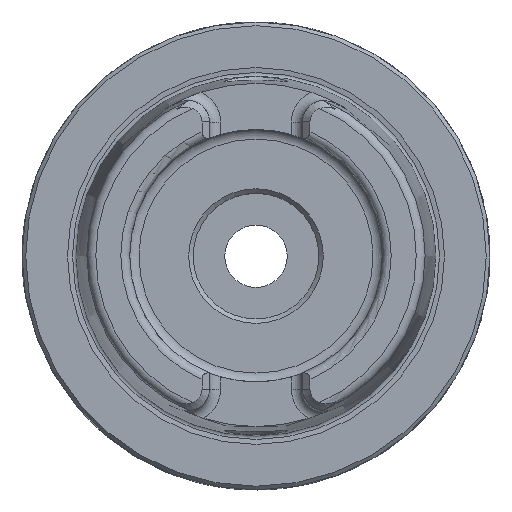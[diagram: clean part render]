
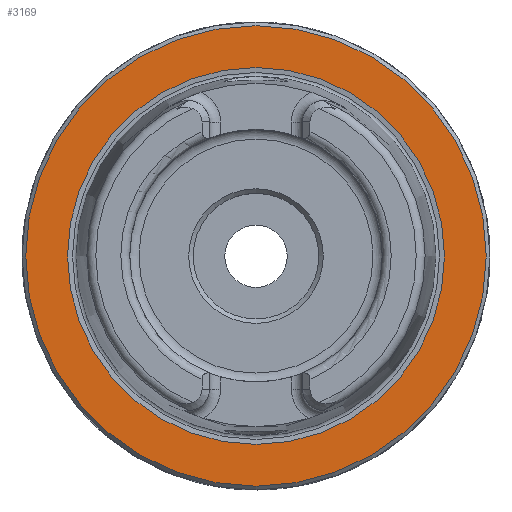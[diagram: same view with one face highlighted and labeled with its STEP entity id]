
A CAD part, top view. The second image highlights one B-rep face of the part: STEP entity #3169.
In plain terms, the highlighted planar face has unit normal (0, 0, 1).
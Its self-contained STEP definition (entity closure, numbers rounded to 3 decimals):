
#309=PLANE('',#3388);
#689=ORIENTED_EDGE('',*,*,#1143,.T.);
#690=ORIENTED_EDGE('',*,*,#1140,.F.);
#1140=EDGE_CURVE('',#1397,#1397,#1573,.T.);
#1143=EDGE_CURVE('',#1400,#1400,#1576,.T.);
#1397=VERTEX_POINT('',#4756);
#1400=VERTEX_POINT('',#4765);
#1573=CIRCLE('',#3383,25.373);
#1576=CIRCLE('',#3389,31.);
#1739=EDGE_LOOP('',(#689));
#1740=EDGE_LOOP('',(#690));
#1948=FACE_BOUND('',#1739,.T.);
#1949=FACE_BOUND('',#1740,.T.);
#3169=ADVANCED_FACE('',(#1948,#1949),#309,.T.);
#3383=AXIS2_PLACEMENT_3D('',#4755,#3828,#3829);
#3388=AXIS2_PLACEMENT_3D('',#4763,#3838,#3839);
#3389=AXIS2_PLACEMENT_3D('',#4764,#3840,#3841);
#3828=DIRECTION('',(0.,0.,1.));
#3829=DIRECTION('',(1.,0.,0.));
#3838=DIRECTION('',(0.,0.,1.));
#3839=DIRECTION('',(1.,0.,0.));
#3840=DIRECTION('',(0.,0.,1.));
#3841=DIRECTION('',(1.,0.,0.));
#4755=CARTESIAN_POINT('',(0.,0.,0.));
#4756=CARTESIAN_POINT('',(25.373,0.,0.));
#4763=CARTESIAN_POINT('',(31.,0.,0.));
#4764=CARTESIAN_POINT('',(0.,0.,0.));
#4765=CARTESIAN_POINT('',(31.,0.,0.));
